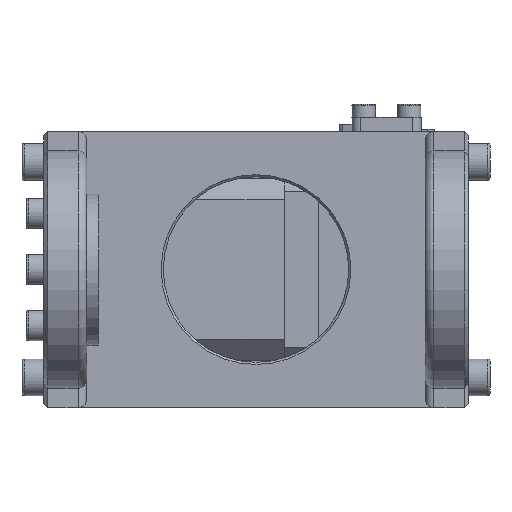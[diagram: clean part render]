
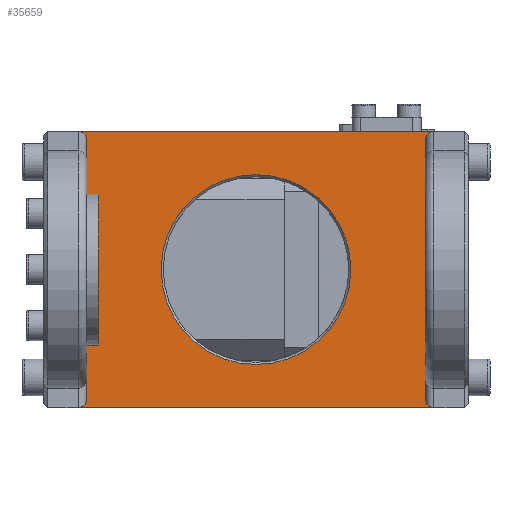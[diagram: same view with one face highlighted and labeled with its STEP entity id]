
A CAD part, left-side view. The second image highlights one B-rep face of the part: STEP entity #35659.
In plain terms, the highlighted planar face has unit normal (-1, 0, 0).
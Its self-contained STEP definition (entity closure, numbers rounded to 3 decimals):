
#2092=FACE_BOUND('',#5866,.T.);
#2658=PLANE('',#38055);
#3833=FACE_OUTER_BOUND('',#5865,.T.);
#5865=EDGE_LOOP('',(#25507,#25508,#25509,#25510,#25511,#25512,#25513,#25514));
#5866=EDGE_LOOP('',(#25515));
#8162=LINE('',#51051,#10979);
#8278=LINE('',#51403,#11095);
#8338=LINE('',#51597,#11155);
#8339=LINE('',#51598,#11156);
#10979=VECTOR('',#41758,10.);
#11095=VECTOR('',#42154,10.);
#11155=VECTOR('',#42366,10.);
#11156=VECTOR('',#42367,10.);
#13435=CIRCLE('',#37781,2.);
#13454=CIRCLE('',#37812,2.);
#13489=CIRCLE('',#37929,2.);
#13508=CIRCLE('',#37960,2.);
#13547=CIRCLE('',#38048,22.);
#15046=VERTEX_POINT('',#50916);
#15047=VERTEX_POINT('',#50918);
#15067=VERTEX_POINT('',#50978);
#15068=VERTEX_POINT('',#50980);
#15141=VERTEX_POINT('',#51289);
#15142=VERTEX_POINT('',#51291);
#15162=VERTEX_POINT('',#51351);
#15163=VERTEX_POINT('',#51353);
#15230=VERTEX_POINT('',#51582);
#18778=EDGE_CURVE('',#15047,#15046,#13435,.T.);
#18809=EDGE_CURVE('',#15068,#15067,#13454,.T.);
#18845=EDGE_CURVE('',#15067,#15047,#8162,.T.);
#18964=EDGE_CURVE('',#15142,#15141,#13489,.T.);
#18995=EDGE_CURVE('',#15163,#15162,#13508,.T.);
#19020=EDGE_CURVE('',#15162,#15142,#8278,.T.);
#19109=EDGE_CURVE('',#15230,#15230,#13547,.T.);
#19116=EDGE_CURVE('',#15046,#15163,#8338,.T.);
#19117=EDGE_CURVE('',#15141,#15068,#8339,.T.);
#25507=ORIENTED_EDGE('',*,*,#18778,.T.);
#25508=ORIENTED_EDGE('',*,*,#19116,.T.);
#25509=ORIENTED_EDGE('',*,*,#18995,.T.);
#25510=ORIENTED_EDGE('',*,*,#19020,.T.);
#25511=ORIENTED_EDGE('',*,*,#18964,.T.);
#25512=ORIENTED_EDGE('',*,*,#19117,.T.);
#25513=ORIENTED_EDGE('',*,*,#18809,.T.);
#25514=ORIENTED_EDGE('',*,*,#18845,.T.);
#25515=ORIENTED_EDGE('',*,*,#19109,.F.);
#35659=ADVANCED_FACE('',(#3833,#2092),#2658,.T.);
#37781=AXIS2_PLACEMENT_3D('',#50919,#41600,#41601);
#37812=AXIS2_PLACEMENT_3D('',#50981,#41672,#41673);
#37929=AXIS2_PLACEMENT_3D('',#51292,#42026,#42027);
#37960=AXIS2_PLACEMENT_3D('',#51354,#42098,#42099);
#38048=AXIS2_PLACEMENT_3D('',#51584,#42349,#42350);
#38055=AXIS2_PLACEMENT_3D('',#51596,#42364,#42365);
#41600=DIRECTION('center_axis',(1.,0.,0.));
#41601=DIRECTION('ref_axis',(0.,-0.707,-0.707));
#41672=DIRECTION('center_axis',(1.,0.,0.));
#41673=DIRECTION('ref_axis',(0.,-0.707,0.707));
#41758=DIRECTION('',(0.,0.,-1.));
#42026=DIRECTION('center_axis',(1.,0.,0.));
#42027=DIRECTION('ref_axis',(0.,0.707,0.707));
#42098=DIRECTION('center_axis',(1.,0.,0.));
#42099=DIRECTION('ref_axis',(0.,0.707,-0.707));
#42154=DIRECTION('',(0.,0.,1.));
#42349=DIRECTION('center_axis',(-1.,0.,0.));
#42350=DIRECTION('ref_axis',(0.,0.,
-1.));
#42364=DIRECTION('center_axis',(-1.,0.,0.));
#42365=DIRECTION('ref_axis',(0.,1.,0.));
#42366=DIRECTION('',(0.,-1.,0.));
#42367=DIRECTION('',(0.,1.,0.));
#50916=CARTESIAN_POINT('',(-41.35,47.75,-32.));
#50918=CARTESIAN_POINT('',(-41.35,45.75,-30.));
#50919=CARTESIAN_POINT('Origin',(-41.35,47.75,-30.));
#50978=CARTESIAN_POINT('',(-41.35,45.75,30.));
#50980=CARTESIAN_POINT('',(-41.35,47.75,32.));
#50981=CARTESIAN_POINT('Origin',(-41.35,47.75,30.));
#51051=CARTESIAN_POINT('',(-41.35,45.75,0.));
#51289=CARTESIAN_POINT('',(-41.35,-34.75,32.));
#51291=CARTESIAN_POINT('',(-41.35,-32.75,30.));
#51292=CARTESIAN_POINT('Origin',(-41.35,-34.75,30.));
#51351=CARTESIAN_POINT('',(-41.35,-32.75,-30.));
#51353=CARTESIAN_POINT('',(-41.35,-34.75,-32.));
#51354=CARTESIAN_POINT('Origin',(-41.35,-34.75,-30.));
#51403=CARTESIAN_POINT('',(-41.35,-32.75,0.));
#51582=CARTESIAN_POINT('',(-41.35,6.5,22.));
#51584=CARTESIAN_POINT('Origin',(-41.35,6.5,0.));
#51596=CARTESIAN_POINT('Origin',(-41.35,48.25,0.));
#51597=CARTESIAN_POINT('',(-41.35,50.75,-32.));
#51598=CARTESIAN_POINT('',(-41.35,-37.75,32.));
